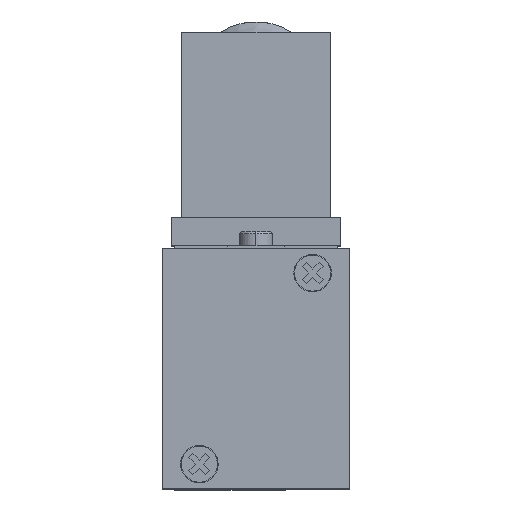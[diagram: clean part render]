
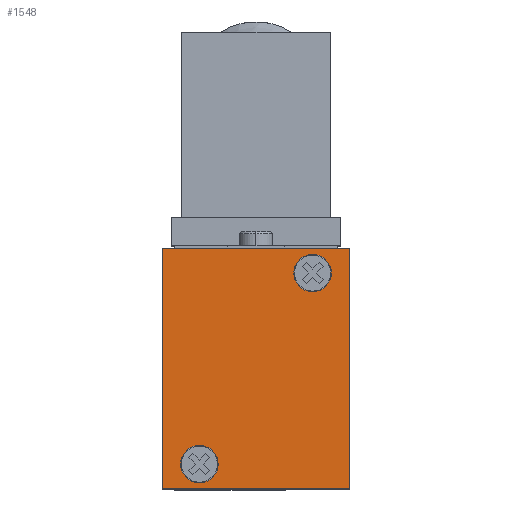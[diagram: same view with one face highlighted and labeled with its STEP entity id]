
A CAD part, top view. The second image highlights one B-rep face of the part: STEP entity #1548.
In plain terms, the highlighted planar face has unit normal (0, 0, 1).
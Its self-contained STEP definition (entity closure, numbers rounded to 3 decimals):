
#781 = VERTEX_POINT ( 'NONE', #3226 ) ;
#782 = VERTEX_POINT ( 'NONE', #3227 ) ;
#789 = VERTEX_POINT ( 'NONE', #3234 ) ;
#790 = VERTEX_POINT ( 'NONE', #3235 ) ;
#823 = VERTEX_POINT ( 'NONE', #3268 ) ;
#824 = VERTEX_POINT ( 'NONE', #3269 ) ;
#825 = VERTEX_POINT ( 'NONE', #3270 ) ;
#826 = VERTEX_POINT ( 'NONE', #3271 ) ;
#1548 = ADVANCED_FACE ( 'NONE', ( #4839, #4840, #4841 ), #4098, .T. ) ;
#1664 = EDGE_LOOP ( 'NONE', ( #7508, #7509 ) ) ;
#1665 = EDGE_LOOP ( 'NONE', ( #7510, #7511 ) ) ;
#1666 = EDGE_LOOP ( 'NONE', ( #7512, #7513, #7514, #7515 ) ) ;
#3226 = CARTESIAN_POINT ( 'NONE',  ( 5.35, 30.5, 0. ) ) ;
#3227 = CARTESIAN_POINT ( 'NONE',  ( 10.65, 30.5, 0. ) ) ;
#3234 = CARTESIAN_POINT ( 'NONE',  ( -10.65, 3.5, 0. ) ) ;
#3235 = CARTESIAN_POINT ( 'NONE',  ( -5.35, 3.5, 0. ) ) ;
#3268 = CARTESIAN_POINT ( 'NONE',  ( -13.25, 0., 0. ) ) ;
#3269 = CARTESIAN_POINT ( 'NONE',  ( 13.25, 0., 0. ) ) ;
#3270 = CARTESIAN_POINT ( 'NONE',  ( -13.25, 34., 0. ) ) ;
#3271 = CARTESIAN_POINT ( 'NONE',  ( 13.25, 34., 0. ) ) ;
#4098 = PLANE ( 'NONE',  #8504 ) ;
#4099 = CARTESIAN_POINT ( 'NONE',  ( 0., -16.671, 0. ) ) ;
#4100 = DIRECTION ( 'NONE',  ( 0., 0., 1. ) ) ;
#4101 = DIRECTION ( 'NONE',  ( 1., 0., 0. ) ) ;
#4839 = FACE_BOUND ( 'NONE', #1664, .T. ) ;
#4840 = FACE_BOUND ( 'NONE', #1665, .T. ) ;
#4841 = FACE_OUTER_BOUND ( 'NONE', #1666, .T. ) ;
#6544 = AXIS2_PLACEMENT_3D ( 'NONE', #10432, #10433, #10434 ) ;
#6548 = AXIS2_PLACEMENT_3D ( 'NONE', #10464, #10465, #10466 ) ;
#6554 = AXIS2_PLACEMENT_3D ( 'NONE', #10560, #10561, #10562 ) ;
#6555 = AXIS2_PLACEMENT_3D ( 'NONE', #10587, #10588, #10589 ) ;
#7508 = ORIENTED_EDGE ( 'NONE', *, *, #8164, .F. ) ;
#7509 = ORIENTED_EDGE ( 'NONE', *, *, #8098, .F. ) ;
#7510 = ORIENTED_EDGE ( 'NONE', *, *, #8151, .F. ) ;
#7511 = ORIENTED_EDGE ( 'NONE', *, *, #8106, .F. ) ;
#7512 = ORIENTED_EDGE ( 'NONE', *, *, #8163, .F. ) ;
#7513 = ORIENTED_EDGE ( 'NONE', *, *, #8161, .F. ) ;
#7514 = ORIENTED_EDGE ( 'NONE', *, *, #8159, .T. ) ;
#7515 = ORIENTED_EDGE ( 'NONE', *, *, #8156, .T. ) ;
#8098 = EDGE_CURVE ( 'NONE', #781, #782, #9843, .T. ) ;
#8106 = EDGE_CURVE ( 'NONE', #789, #790, #11020, .T. ) ;
#8151 = EDGE_CURVE ( 'NONE', #790, #789, #11104, .T. ) ;
#8156 = EDGE_CURVE ( 'NONE', #823, #824, #11112, .T. ) ;
#8159 = EDGE_CURVE ( 'NONE', #825, #823, #11118, .T. ) ;
#8161 = EDGE_CURVE ( 'NONE', #825, #826, #11122, .T. ) ;
#8163 = EDGE_CURVE ( 'NONE', #826, #824, #11126, .T. ) ;
#8164 = EDGE_CURVE ( 'NONE', #782, #781, #11128, .T. ) ;
#8504 = AXIS2_PLACEMENT_3D ( 'NONE', #4099, #4100, #4101 ) ;
#9843 = CIRCLE ( 'NONE', #6544, 2.65 ) ;
#10432 = CARTESIAN_POINT ( 'NONE',  ( 8., 30.5, 0. ) ) ;
#10433 = DIRECTION ( 'NONE',  ( 0., 0., 1. ) ) ;
#10434 = DIRECTION ( 'NONE',  ( 1., 0., 0. ) ) ;
#10464 = CARTESIAN_POINT ( 'NONE',  ( -8., 3.5, 0. ) ) ;
#10465 = DIRECTION ( 'NONE',  ( 0., 0., 1. ) ) ;
#10466 = DIRECTION ( 'NONE',  ( 1., 0., 0. ) ) ;
#10560 = CARTESIAN_POINT ( 'NONE',  ( -8., 3.5, 0. ) ) ;
#10561 = DIRECTION ( 'NONE',  ( 0., 0., 1. ) ) ;
#10562 = DIRECTION ( 'NONE',  ( 1., 0., 0. ) ) ;
#10571 = CARTESIAN_POINT ( 'NONE',  ( 0., 0., 0. ) ) ;
#10572 = DIRECTION ( 'NONE',  ( 1., 0., 0. ) ) ;
#10577 = CARTESIAN_POINT ( 'NONE',  ( -13.25, -16.671, 0. ) ) ;
#10578 = DIRECTION ( 'NONE',  ( 0., -1., 0. ) ) ;
#10581 = CARTESIAN_POINT ( 'NONE',  ( 0., 34., 0. ) ) ;
#10582 = DIRECTION ( 'NONE',  ( 1., 0., 0. ) ) ;
#10585 = CARTESIAN_POINT ( 'NONE',  ( 13.25, -16.671, 0. ) ) ;
#10586 = DIRECTION ( 'NONE',  ( 0., -1., 0. ) ) ;
#10587 = CARTESIAN_POINT ( 'NONE',  ( 8., 30.5, 0. ) ) ;
#10588 = DIRECTION ( 'NONE',  ( 0., 0., 1. ) ) ;
#10589 = DIRECTION ( 'NONE',  ( 1., 0., 0. ) ) ;
#11020 = CIRCLE ( 'NONE', #6548, 2.65 ) ;
#11104 = CIRCLE ( 'NONE', #6554, 2.65 ) ;
#11112 = LINE ( 'NONE', #10571, #11113 ) ;
#11113 = VECTOR ( 'NONE', #10572, 1000. ) ;
#11118 = LINE ( 'NONE', #10577, #11119 ) ;
#11119 = VECTOR ( 'NONE', #10578, 1000. ) ;
#11122 = LINE ( 'NONE', #10581, #11123 ) ;
#11123 = VECTOR ( 'NONE', #10582, 1000. ) ;
#11126 = LINE ( 'NONE', #10585, #11127 ) ;
#11127 = VECTOR ( 'NONE', #10586, 1000. ) ;
#11128 = CIRCLE ( 'NONE', #6555, 2.65 ) ;
